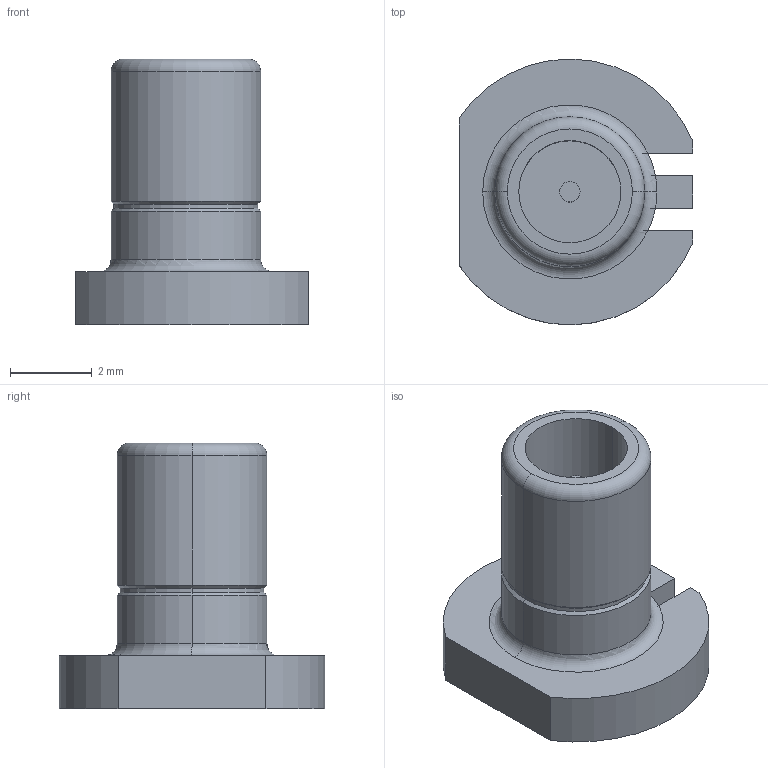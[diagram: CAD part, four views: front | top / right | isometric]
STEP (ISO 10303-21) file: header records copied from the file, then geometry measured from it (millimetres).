
FILE_DESCRIPTION (( 'STEP AP214' ), '1' );
FILE_NAME ('SMBR004D00.STEP', '2019-10-30T20:55:26', ( '' ), ( '' ), 'SwSTEP 2.0', 'SolidWorks 2017', '' );
FILE_SCHEMA (( 'AUTOMOTIVE_DESIGN' ));
Length unit declared in the file: millimetre
Products named in the file (1): SMBR004D00
Bounding box: 5.7 x 6.5 x 6.5 mm (x, y, z)
Volume: 63.7 mm3; surface area: 206 mm2
Topology: 1 solids, 1 shells, 39 faces, 89 edges, 54 vertices
Faces by surface type: plane 17, cylinder 14, torus 4, cone 4
Entity records: 1525 total; most frequent: DIRECTION 209, CARTESIAN_POINT 183, ORIENTED_EDGE 178, EDGE_CURVE 89, AXIS2_PLACEMENT_3D 80, VERTEX_POINT 54, LINE 49, VECTOR 49
